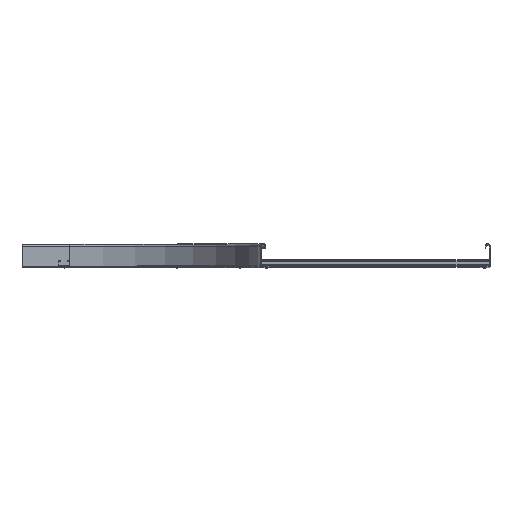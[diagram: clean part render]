
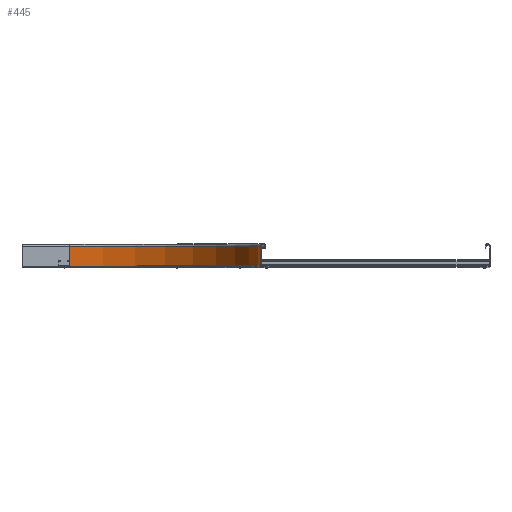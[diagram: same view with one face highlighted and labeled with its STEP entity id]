
A CAD part, top view. The second image highlights one B-rep face of the part: STEP entity #445.
In plain terms, the highlighted cylindrical face has radius 500 mm (diameter 1000 mm), a partial arc.
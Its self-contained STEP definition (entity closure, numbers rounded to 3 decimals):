
#20 = DIRECTION ( 'NONE',  ( 0., -1., 0. ) ) ;
#39 = VECTOR ( 'NONE', #4234, 1000. ) ;
#205 = FACE_OUTER_BOUND ( 'NONE', #2991, .T. ) ;
#241 = DIRECTION ( 'NONE',  ( 0., 0., -1. ) ) ;
#279 = LINE ( 'NONE', #1984, #39 ) ;
#445 = ADVANCED_FACE ( 'NONE', ( #205 ), #2465, .F. ) ;
#504 = DIRECTION ( 'NONE',  ( -0.707, 0., 0.707 ) ) ;
#543 = DIRECTION ( 'NONE',  ( 0., -1., 0. ) ) ;
#620 = DIRECTION ( 'NONE',  ( -0.707, 0., 0.707 ) ) ;
#629 = VERTEX_POINT ( 'NONE', #1149 ) ;
#649 = CARTESIAN_POINT ( 'NONE',  ( 146.447, 2.5, -353.553 ) ) ;
#1149 = CARTESIAN_POINT ( 'NONE',  ( 146.447, 2.5, 353.553 ) ) ;
#1225 = ORIENTED_EDGE ( 'NONE', *, *, #2429, .T. ) ;
#1313 = EDGE_CURVE ( 'NONE', #1512, #4340, #279, .T. ) ;
#1512 = VERTEX_POINT ( 'NONE', #649 ) ;
#1907 = DIRECTION ( 'NONE',  ( 0., -1., 0. ) ) ;
#1984 = CARTESIAN_POINT ( 'NONE',  ( 146.447, 2.5, -353.553 ) ) ;
#2208 = CARTESIAN_POINT ( 'NONE',  ( 500., 54., 0. ) ) ;
#2302 = DIRECTION ( 'NONE',  ( 0., 1., 0. ) ) ;
#2429 = EDGE_CURVE ( 'NONE', #629, #1512, #2520, .T. ) ;
#2465 = CYLINDRICAL_SURFACE ( 'NONE', #4075, 500. ) ;
#2520 = CIRCLE ( 'NONE', #2988, 500. ) ;
#2778 = ORIENTED_EDGE ( 'NONE', *, *, #3812, .F. ) ;
#2830 = EDGE_CURVE ( 'NONE', #5013, #4340, #7058, .T. ) ;
#2883 = CARTESIAN_POINT ( 'NONE',  ( 146.447, 2.5, 353.553 ) ) ;
#2988 = AXIS2_PLACEMENT_3D ( 'NONE', #6841, #20, #620 ) ;
#2991 = EDGE_LOOP ( 'NONE', ( #5401, #2778, #1225, #4850 ) ) ;
#3812 = EDGE_CURVE ( 'NONE', #629, #5013, #5108, .T. ) ;
#3823 = AXIS2_PLACEMENT_3D ( 'NONE', #2208, #543, #504 ) ;
#3856 = CARTESIAN_POINT ( 'NONE',  ( 146.447, 54., 353.553 ) ) ;
#4075 = AXIS2_PLACEMENT_3D ( 'NONE', #4718, #1907, #241 ) ;
#4234 = DIRECTION ( 'NONE',  ( 0., 1., 0. ) ) ;
#4302 = VECTOR ( 'NONE', #2302, 1000. ) ;
#4340 = VERTEX_POINT ( 'NONE', #6665 ) ;
#4718 = CARTESIAN_POINT ( 'NONE',  ( 500., 0., 0. ) ) ;
#4850 = ORIENTED_EDGE ( 'NONE', *, *, #1313, .T. ) ;
#5013 = VERTEX_POINT ( 'NONE', #3856 ) ;
#5108 = LINE ( 'NONE', #2883, #4302 ) ;
#5401 = ORIENTED_EDGE ( 'NONE', *, *, #2830, .F. ) ;
#6665 = CARTESIAN_POINT ( 'NONE',  ( 146.447, 54., -353.553 ) ) ;
#6841 = CARTESIAN_POINT ( 'NONE',  ( 500., 2.5, 0. ) ) ;
#7058 = CIRCLE ( 'NONE', #3823, 500. ) ;
